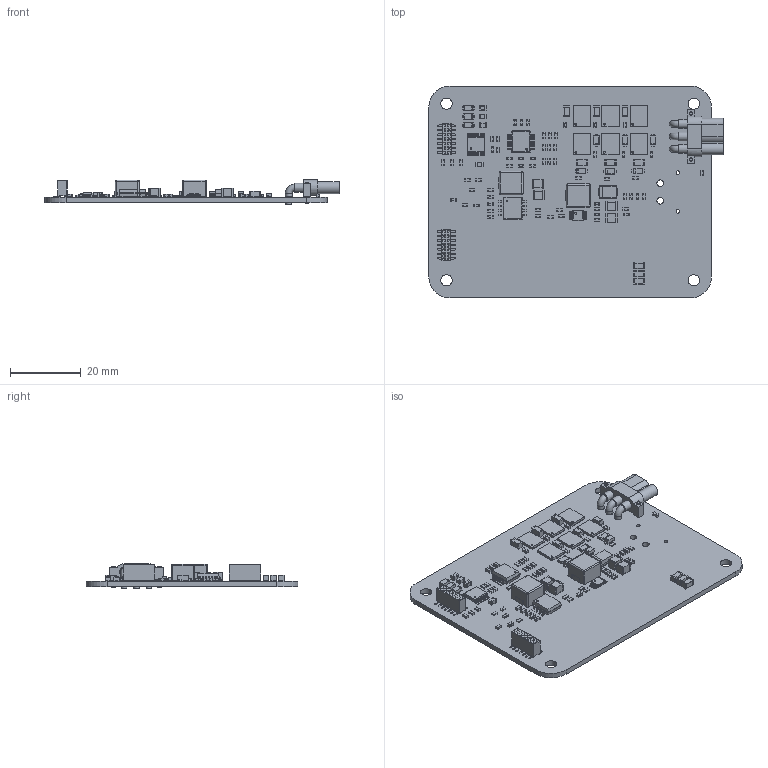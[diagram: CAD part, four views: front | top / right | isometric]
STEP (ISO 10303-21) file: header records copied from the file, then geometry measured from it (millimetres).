
FILE_DESCRIPTION(('KiCad electronic assembly'),'2;1');
FILE_NAME('DriverBoard.step','2025-08-17T14:42:26',('Pcbnew'),('Kicad'), 'Open CASCADE STEP processor 7.5','KiCad to STEP converter','Unknown' );
FILE_SCHEMA(('AUTOMOTIVE_DESIGN { 1 0 10303 214 1 1 1 1 }'));
Length unit declared in the file: millimetre
Products named in the file (19): DriverBoard 1; SOIC-8_5.3x6.2mm_P1.27mm; C_1210_3225Metric; C_0603_1608Metric; D_SMB; C_1206_3216Metric; W-PDFN-8-1EP_6x5mm_P1.27mm_EP3x3mm; DriverBoard 1.7.1; R_0603_1608Metric; SSOP-14_5.3x6.2mm_P0.65mm; D_SOD-123F; C_0805_2012Metric; MR30PW-FB_1x03_P3.50mm_Horizontal; R_1206_3216Metric; MSOP-10-1EP_3x3mm_P0.5mm_EP1.68x1.88mm; L_APV_APH0650; PinSocket_2x07_P1.27mm_Vertical_SMD; TSSOP-20_4.4x5mm_P0.5mm; DriverBoard_PCB
Assembly tree (105 placements, depth 3):
  DriverBoard 1
    SOIC-8_5.3x6.2mm_P1.27mm
    C_1210_3225Metric  x4
    C_0603_1608Metric  x26
    D_SMB
    C_1206_3216Metric  x6
    W-PDFN-8-1EP_6x5mm_P1.27mm_EP3x3mm  x6
      DriverBoard 1.7.1
    R_0603_1608Metric  x35
    SSOP-14_5.3x6.2mm_P0.65mm
    D_SOD-123F  x9
    C_0805_2012Metric  x4
    MR30PW-FB_1x03_P3.50mm_Horizontal
    R_1206_3216Metric  x3
    MSOP-10-1EP_3x3mm_P0.5mm_EP1.68x1.88mm
    L_APV_APH0650  x2
    PinSocket_2x07_P1.27mm_Vertical_SMD  x2
    TSSOP-20_4.4x5mm_P0.5mm
    DriverBoard_PCB
Bounding box: 83.28 x 60 x 6.87 mm (x, y, z)
Volume: 8698.3 mm3; surface area: 13651.1 mm2
Topology: 164 solids, 164 shells, 4914 faces, 12442 edges, 8022 vertices
Faces by surface type: plane 3437, cylinder 1242, bspline 224, sphere 8, torus 3
Full cylindrical faces by diameter (mm): 0.4 x1, 0.5 x8, 0.889 x4, 1 x4, 1.549 x3, 1.9 x5, 1.905 x3, 1.943 x3, 2.502 x3, 3.2 x4
Entity records: 54065 total; most frequent: CARTESIAN_POINT 9969, ORIENTED_EDGE 9149, DIRECTION 8718, EDGE_CURVE 4575, LINE 3644, VECTOR 3644, VERTEX_POINT 2904, AXIS2_PLACEMENT_3D 2537
